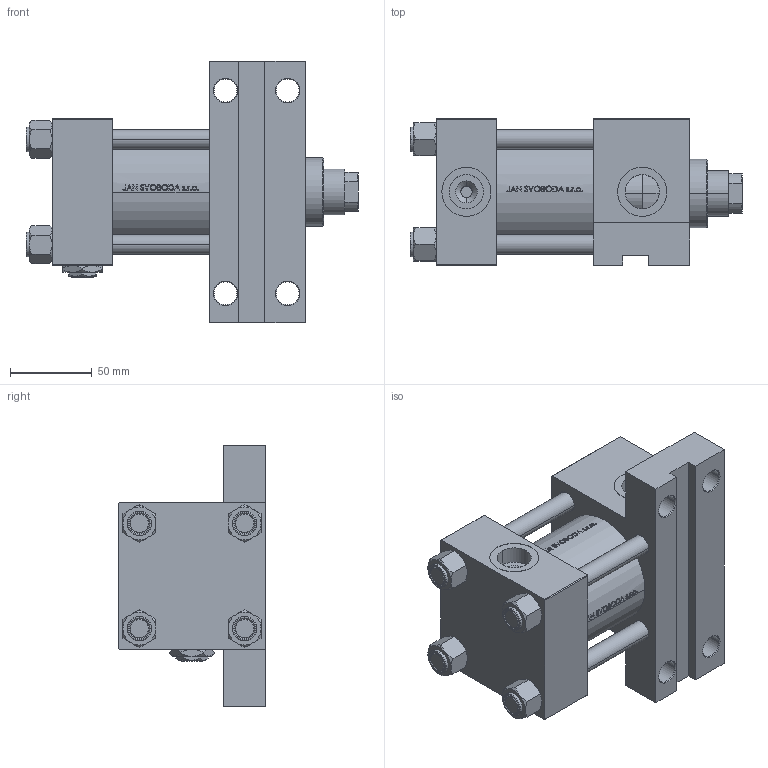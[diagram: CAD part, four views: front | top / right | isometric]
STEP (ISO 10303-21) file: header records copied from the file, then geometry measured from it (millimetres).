
FILE_DESCRIPTION (( 'STEP AP203' ), '1' );
FILE_NAME ('9518.STEP', '2024-10-31T07:18:18', ( '' ), ( '' ), 'SwSTEP 2.0', 'SolidWorks 2019', '' );
FILE_SCHEMA (( 'CONFIG_CONTROL_DESIGN' ));
Length unit declared in the file: millimetre
Products named in the file (7): V215CR_F_TYCINKA e2cfebb1c9c68387564efdcfafc4e9b8; V215CR_VCP_F e2cfebb1c9c68387564efdcfafc4e9b8; Zatka_pro_OIL_PORT e2cfebb1c9c68387564efdcfafc4e9b8; V215_VC_A e2cfebb1c9c68387564efdcfafc4e9b8; V215CR_F_Body e2cfebb1c9c68387564efdcfafc4e9b8; 9518; NUT_M5_F e2cfebb1c9c68387564efdcfafc4e9b8
Assembly tree (13 placements, depth 2):
  9518
    V215CR_F_Body e2cfebb1c9c68387564efdcfafc4e9b8
    V215CR_VCP_F e2cfebb1c9c68387564efdcfafc4e9b8
    V215CR_F_TYCINKA e2cfebb1c9c68387564efdcfafc4e9b8  x4
    NUT_M5_F e2cfebb1c9c68387564efdcfafc4e9b8  x4
    V215_VC_A e2cfebb1c9c68387564efdcfafc4e9b8
    Zatka_pro_OIL_PORT e2cfebb1c9c68387564efdcfafc4e9b8  x2
Bounding box: 203 x 90 x 160 mm (x, y, z)
Volume: 1022947.5 mm3; surface area: 198657.8 mm2
Topology: 13 solids, 13 shells, 1200 faces, 2954 edges, 1901 vertices
Faces by surface type: plane 484, bspline 380, cone 194, cylinder 134, torus 8
Entity records: 49643 total; most frequent: CARTESIAN_POINT 26582, ORIENTED_EDGE 5208, DIRECTION 3346, EDGE_CURVE 2604, VERTEX_POINT 1699, VECTOR 1324, LINE 1324, EDGE_LOOP 1181
